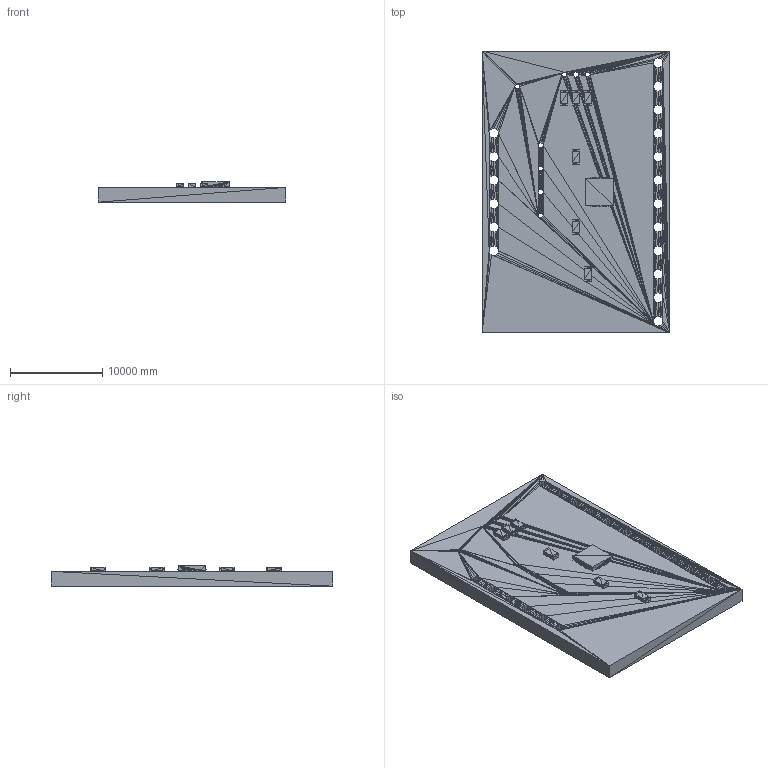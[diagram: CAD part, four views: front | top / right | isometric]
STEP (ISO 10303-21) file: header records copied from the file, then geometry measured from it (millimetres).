
FILE_DESCRIPTION(/* description */ (''),/* implementation_level */ '2;1');
FILE_NAME(/* name */ 'mpr121.step',/* time_stamp */ '2020-05-05T15:37:05+02:00',/* author */ (''),/* organization */ (''),/* preprocessor_version */ 'ST-DEVELOPER v18.1',/* originating_system */ 'Autodesk Translation Framework v9.2.0.1227',/* authorisation */ '');
FILE_SCHEMA (('AUTOMOTIVE_DESIGN { 1 0 10303 214 3 1 1 }'));
Products named in the file (5): mpr121_breakout_v13; 0603-CAP; QFN-20-0_4MM-V2; 0603-RES; #73991
Assembly tree (8 placements, depth 2):
  mpr121_breakout_v13
    0603-CAP  x2
    QFN-20-0_4MM-V2
    0603-RES  x4
    #73991
Bounding box: 20320 x 30480 x 2200 mm (x, y, z)
Volume: 971299679193.9 mm3; surface area: 1542745141.1 mm2
Topology: 2 solids, 138 shells, 3614 faces, 5804 edges, 2278 vertices
Faces by surface type: plane 3614
Entity records: 74003 total; most frequent: DIRECTION 13058, CARTESIAN_POINT 11709, ORIENTED_EDGE 10904, LINE 5804, VECTOR 5804, EDGE_CURVE 5804, AXIS2_PLACEMENT_3D 3627, FACE_OUTER_BOUND 3614
